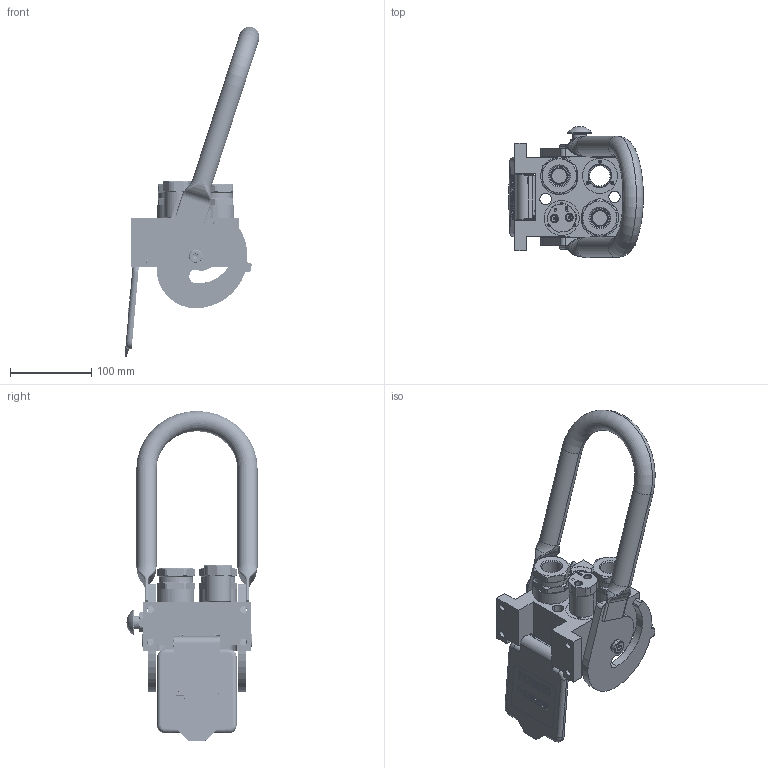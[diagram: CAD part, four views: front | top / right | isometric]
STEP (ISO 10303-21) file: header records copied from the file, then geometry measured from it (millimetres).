
FILE_DESCRIPTION (( 'STEP AP214' ), '1' );
FILE_NAME ('FASTER.step', '2023-02-27T12:47:47', ( '' ), ( '' ), 'SwSTEP 2.0', 'SolidWorks 2017', '' );
FILE_SCHEMA (( 'AUTOMOTIVE_DESIGN' ));
Length unit declared in the file: millimetre
Products named in the file (35): 4830_022_0000_011; 4830_013_3000_030; 4830_024_1000_011; 4142_072_1000_300; curs_molla_34; 4810_001_0001_014; 4830_020_0000_032; 2ffngs12_aa_f; 4340_014_0000_000; 4830_024_3000_020; 0048_042_0412_000; curs_molla_12; FASTER; 2ffnb34_gas_f; A_2ffnb34_gas_f; 4830_025_1000_000; 4830_025_0000_001; A_2ffngs12_aa_f; 4830_070_0000_001; 4830_001_0005_301; 4830_024_3000_000; et011; 4250_014_1000_000; P510_F_VIT_BASE; 4830_025_2000_000; or1_5x7_m; sicura_p5; 4830_024_3000_000_ASM; 4150_072_1000_200; 4830_001_0005_300; 4820_001_0004_000; 0048_317_1000_000; 4830_024_3000_010
Assembly tree (37 placements, depth 4):
  FASTER
    P510_F_VIT_BASE
      4830_020_0000_032
      4830_025_1000_000
      4830_022_0000_011
      4810_001_0001_014
      4820_001_0004_000
      4830_013_3000_030  x2
      0048_317_1000_000  x2
      4830_001_0005_300
      4830_001_0005_301
      4830_070_0000_001
    A_2ffnb34_gas_f  x2
      curs_molla_34
        4150_072_1000_200
        4250_014_1000_000
      2ffnb34_gas_f
        2ffnb34_gas_f
    A_2ffngs12_aa_f
      curs_molla_12
        4340_014_0000_000
        4142_072_1000_300
      2ffngs12_aa_f
        2ffngs12_aa_f
    4830_024_3000_000
      4830_024_3000_000_ASM
        4830_024_1000_011
        4830_024_3000_010
        4830_024_3000_020
      sicura_p5
        4830_025_0000_001
        or1_5x7_m
        0048_042_0412_000
      4830_025_2000_000
    et011
Bounding box: 166.24 x 161.73 x 406.94 mm (x, y, z)
Volume: 267503.2 mm3; surface area: 360480.8 mm2
Topology: 22 solids, 58 shells, 3683 faces, 9535 edges, 6050 vertices
Faces by surface type: plane 1992, cylinder 765, cone 351, torus 277, bspline 259, sphere 39
Entity records: 144465 total; most frequent: CARTESIAN_POINT 55911, ORIENTED_EDGE 16997, DIRECTION 15839, EDGE_CURVE 8607, LINE 5775, VECTOR 5775, VERTEX_POINT 5491, AXIS2_PLACEMENT_3D 5032
